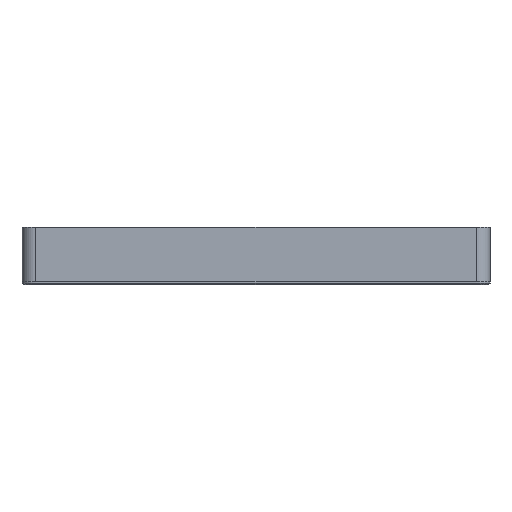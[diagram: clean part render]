
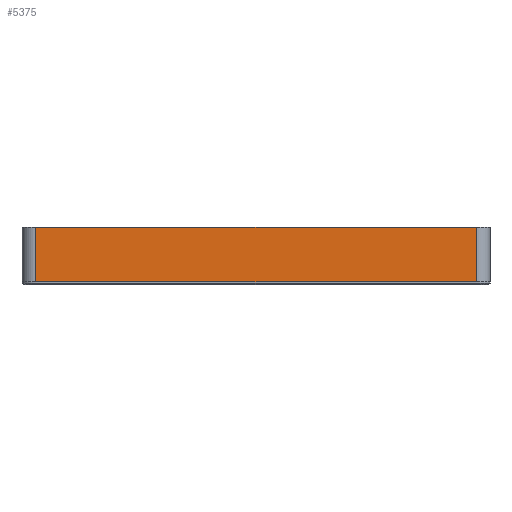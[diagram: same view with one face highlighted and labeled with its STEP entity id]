
A CAD part, front view. The second image highlights one B-rep face of the part: STEP entity #5375.
In plain terms, the highlighted planar face has unit normal (0, -1, 0).
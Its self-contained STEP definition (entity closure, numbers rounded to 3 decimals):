
#2567 = PLANE('',#2568);
#2568 = AXIS2_PLACEMENT_3D('',#2569,#2570,#2571);
#2569 = CARTESIAN_POINT('',(3.503,36.709,21.));
#2570 = DIRECTION('',(0.,0.,1.));
#2571 = DIRECTION('',(1.,0.,0.));
#3055 = CYLINDRICAL_SURFACE('',#3056,5.);
#3056 = AXIS2_PLACEMENT_3D('',#3057,#3058,#3059);
#3057 = CARTESIAN_POINT('',(81.,-5.,1.));
#3058 = DIRECTION('',(-0.,-0.,-1.));
#3059 = DIRECTION('',(1.,0.,0.));
#3944 = VERTEX_POINT('',#3945);
#3945 = CARTESIAN_POINT('',(81.,-10.,21.));
#3967 = EDGE_CURVE('',#3968,#3944,#3970,.T.);
#3968 = VERTEX_POINT('',#3969);
#3969 = CARTESIAN_POINT('',(-81.,-10.,21.));
#3970 = SURFACE_CURVE('',#3971,(#3975,#3982),.PCURVE_S1.);
#3971 = LINE('',#3972,#3973);
#3972 = CARTESIAN_POINT('',(-81.,-10.,21.));
#3973 = VECTOR('',#3974,1.);
#3974 = DIRECTION('',(1.,0.,0.));
#3975 = PCURVE('',#2567,#3976);
#3976 = DEFINITIONAL_REPRESENTATION('',(#3977),#3981);
#3977 = LINE('',#3978,#3979);
#3978 = CARTESIAN_POINT('',(-84.503,-46.709));
#3979 = VECTOR('',#3980,1.);
#3980 = DIRECTION('',(1.,0.));
#3981 = ( GEOMETRIC_REPRESENTATION_CONTEXT(2) 
PARAMETRIC_REPRESENTATION_CONTEXT() REPRESENTATION_CONTEXT('2D SPACE',''
  ) );
#3982 = PCURVE('',#3983,#3988);
#3983 = PLANE('',#3984);
#3984 = AXIS2_PLACEMENT_3D('',#3985,#3986,#3987);
#3985 = CARTESIAN_POINT('',(-81.,-10.,1.));
#3986 = DIRECTION('',(0.,1.,0.));
#3987 = DIRECTION('',(1.,0.,0.));
#3988 = DEFINITIONAL_REPRESENTATION('',(#3989),#3993);
#3989 = LINE('',#3990,#3991);
#3990 = CARTESIAN_POINT('',(0.,-20.));
#3991 = VECTOR('',#3992,1.);
#3992 = DIRECTION('',(1.,0.));
#3993 = ( GEOMETRIC_REPRESENTATION_CONTEXT(2) 
PARAMETRIC_REPRESENTATION_CONTEXT() REPRESENTATION_CONTEXT('2D SPACE',''
  ) );
#4012 = CYLINDRICAL_SURFACE('',#4013,5.);
#4013 = AXIS2_PLACEMENT_3D('',#4014,#4015,#4016);
#4014 = CARTESIAN_POINT('',(-81.,-5.,1.));
#4015 = DIRECTION('',(-0.,-0.,-1.));
#4016 = DIRECTION('',(1.,0.,0.));
#4223 = EDGE_CURVE('',#4224,#3944,#4226,.T.);
#4224 = VERTEX_POINT('',#4225);
#4225 = CARTESIAN_POINT('',(81.,-10.,1.));
#4226 = SURFACE_CURVE('',#4227,(#4231,#4238),.PCURVE_S1.);
#4227 = LINE('',#4228,#4229);
#4228 = CARTESIAN_POINT('',(81.,-10.,1.));
#4229 = VECTOR('',#4230,1.);
#4230 = DIRECTION('',(0.,0.,1.));
#4231 = PCURVE('',#3055,#4232);
#4232 = DEFINITIONAL_REPRESENTATION('',(#4233),#4237);
#4233 = LINE('',#4234,#4235);
#4234 = CARTESIAN_POINT('',(-4.712,0.));
#4235 = VECTOR('',#4236,1.);
#4236 = DIRECTION('',(-0.,-1.));
#4237 = ( GEOMETRIC_REPRESENTATION_CONTEXT(2) 
PARAMETRIC_REPRESENTATION_CONTEXT() REPRESENTATION_CONTEXT('2D SPACE',''
  ) );
#4238 = PCURVE('',#3983,#4239);
#4239 = DEFINITIONAL_REPRESENTATION('',(#4240),#4244);
#4240 = LINE('',#4241,#4242);
#4241 = CARTESIAN_POINT('',(162.,0.));
#4242 = VECTOR('',#4243,1.);
#4243 = DIRECTION('',(0.,-1.));
#4244 = ( GEOMETRIC_REPRESENTATION_CONTEXT(2) 
PARAMETRIC_REPRESENTATION_CONTEXT() REPRESENTATION_CONTEXT('2D SPACE',''
  ) );
#4569 = PLANE('',#4570);
#4570 = AXIS2_PLACEMENT_3D('',#4571,#4572,#4573);
#4571 = CARTESIAN_POINT('',(-81.,-10.,0.));
#4572 = DIRECTION('',(0.,1.,0.));
#4573 = DIRECTION('',(1.,0.,0.));
#5375 = ADVANCED_FACE('',(#5376),#3983,.F.);
#5376 = FACE_BOUND('',#5377,.F.);
#5377 = EDGE_LOOP('',(#5378,#5401,#5402,#5403));
#5378 = ORIENTED_EDGE('',*,*,#5379,.T.);
#5379 = EDGE_CURVE('',#5380,#3968,#5382,.T.);
#5380 = VERTEX_POINT('',#5381);
#5381 = CARTESIAN_POINT('',(-81.,-10.,1.));
#5382 = SURFACE_CURVE('',#5383,(#5387,#5394),.PCURVE_S1.);
#5383 = LINE('',#5384,#5385);
#5384 = CARTESIAN_POINT('',(-81.,-10.,1.));
#5385 = VECTOR('',#5386,1.);
#5386 = DIRECTION('',(0.,0.,1.));
#5387 = PCURVE('',#3983,#5388);
#5388 = DEFINITIONAL_REPRESENTATION('',(#5389),#5393);
#5389 = LINE('',#5390,#5391);
#5390 = CARTESIAN_POINT('',(0.,0.));
#5391 = VECTOR('',#5392,1.);
#5392 = DIRECTION('',(0.,-1.));
#5393 = ( GEOMETRIC_REPRESENTATION_CONTEXT(2) 
PARAMETRIC_REPRESENTATION_CONTEXT() REPRESENTATION_CONTEXT('2D SPACE',''
  ) );
#5394 = PCURVE('',#4012,#5395);
#5395 = DEFINITIONAL_REPRESENTATION('',(#5396),#5400);
#5396 = LINE('',#5397,#5398);
#5397 = CARTESIAN_POINT('',(-4.712,0.));
#5398 = VECTOR('',#5399,1.);
#5399 = DIRECTION('',(-0.,-1.));
#5400 = ( GEOMETRIC_REPRESENTATION_CONTEXT(2) 
PARAMETRIC_REPRESENTATION_CONTEXT() REPRESENTATION_CONTEXT('2D SPACE',''
  ) );
#5401 = ORIENTED_EDGE('',*,*,#3967,.T.);
#5402 = ORIENTED_EDGE('',*,*,#4223,.F.);
#5403 = ORIENTED_EDGE('',*,*,#5404,.F.);
#5404 = EDGE_CURVE('',#5380,#4224,#5405,.T.);
#5405 = SURFACE_CURVE('',#5406,(#5410,#5417),.PCURVE_S1.);
#5406 = LINE('',#5407,#5408);
#5407 = CARTESIAN_POINT('',(-81.,-10.,1.));
#5408 = VECTOR('',#5409,1.);
#5409 = DIRECTION('',(1.,0.,0.));
#5410 = PCURVE('',#3983,#5411);
#5411 = DEFINITIONAL_REPRESENTATION('',(#5412),#5416);
#5412 = LINE('',#5413,#5414);
#5413 = CARTESIAN_POINT('',(0.,0.));
#5414 = VECTOR('',#5415,1.);
#5415 = DIRECTION('',(1.,0.));
#5416 = ( GEOMETRIC_REPRESENTATION_CONTEXT(2) 
PARAMETRIC_REPRESENTATION_CONTEXT() REPRESENTATION_CONTEXT('2D SPACE',''
  ) );
#5417 = PCURVE('',#4569,#5418);
#5418 = DEFINITIONAL_REPRESENTATION('',(#5419),#5423);
#5419 = LINE('',#5420,#5421);
#5420 = CARTESIAN_POINT('',(0.,-1.));
#5421 = VECTOR('',#5422,1.);
#5422 = DIRECTION('',(1.,0.));
#5423 = ( GEOMETRIC_REPRESENTATION_CONTEXT(2) 
PARAMETRIC_REPRESENTATION_CONTEXT() REPRESENTATION_CONTEXT('2D SPACE',''
  ) );
